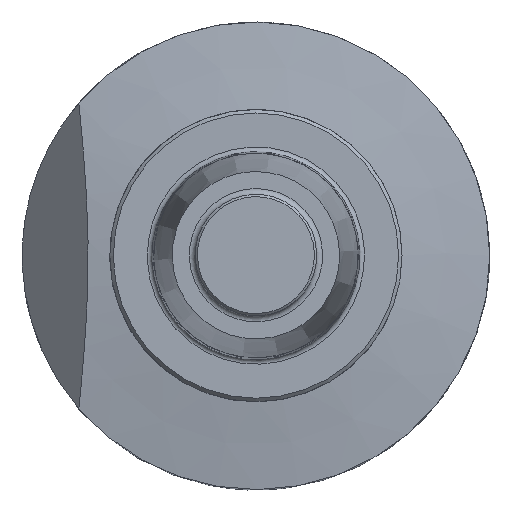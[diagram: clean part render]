
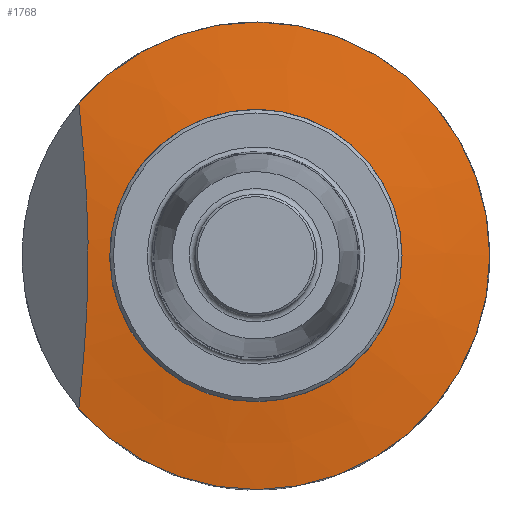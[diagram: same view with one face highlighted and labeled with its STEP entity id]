
A CAD part, top view. The second image highlights one B-rep face of the part: STEP entity #1768.
In plain terms, the highlighted conical face has half-angle 82 degrees and reference radius 20.1 mm.
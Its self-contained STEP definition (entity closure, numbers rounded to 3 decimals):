
#966=B_SPLINE_CURVE_WITH_KNOTS('',3,(#7778,#7779,#7780,#7781,#7782,#7783),
 .UNSPECIFIED.,.F.,.F.,(4,2,4),(0.,0.5,1.),.UNSPECIFIED.);
#1768=ADVANCED_FACE('',(#2148,#2149),#2075,.T.);
#2075=CONICAL_SURFACE('',#5920,20.1,82.);
#2148=FACE_BOUND('',#2215,.T.);
#2149=FACE_BOUND('',#2216,.T.);
#2215=EDGE_LOOP('',(#2564));
#2216=EDGE_LOOP('',(#2565,#2566));
#2564=ORIENTED_EDGE('',*,*,#4870,.T.);
#2565=ORIENTED_EDGE('',*,*,#4868,.F.);
#2566=ORIENTED_EDGE('',*,*,#4871,.T.);
#4282=VERTEX_POINT('',#7784);
#4283=VERTEX_POINT('',#7785);
#4284=VERTEX_POINT('',#7789);
#4868=EDGE_CURVE('',#4282,#4283,#966,.T.);
#4870=EDGE_CURVE('',#4284,#4284,#5732,.T.);
#4871=EDGE_CURVE('',#4282,#4283,#5733,.T.);
#5732=CIRCLE('',#5918,12.5);
#5733=CIRCLE('',#5919,20.);
#5918=AXIS2_PLACEMENT_3D('',#7788,#6404,#6405);
#5919=AXIS2_PLACEMENT_3D('',#7790,#6406,#6407);
#5920=AXIS2_PLACEMENT_3D('',#7791,#6408,#6409);
#6404=DIRECTION('',(0.,0.,-1.));
#6405=DIRECTION('',(1.,0.,0.));
#6406=DIRECTION('',(0.,0.,1.));
#6407=DIRECTION('',(-1.,0.,0.));
#6408=DIRECTION('',(0.,0.,-1.));
#6409=DIRECTION('',(-1.,0.,0.));
#7778=CARTESIAN_POINT('',(-15.148,-13.059,-9.054));
#7779=CARTESIAN_POINT('',(-14.703,-8.725,-8.609));
#7780=CARTESIAN_POINT('',(-14.356,-4.386,-8.262));
#7781=CARTESIAN_POINT('',(-14.353,4.328,-8.259));
#7782=CARTESIAN_POINT('',(-14.701,8.711,-8.607));
#7783=CARTESIAN_POINT('',(-15.148,13.059,-9.054));
#7784=CARTESIAN_POINT('',(-15.148,-13.059,-9.054));
#7785=CARTESIAN_POINT('',(-15.148,13.059,-9.054));
#7788=CARTESIAN_POINT('',(0.,0.,-8.));
#7789=CARTESIAN_POINT('',(12.5,0.,-8.));
#7790=CARTESIAN_POINT('',(0.,0.,-9.054));
#7791=CARTESIAN_POINT('',(0.,0.,-9.068));
